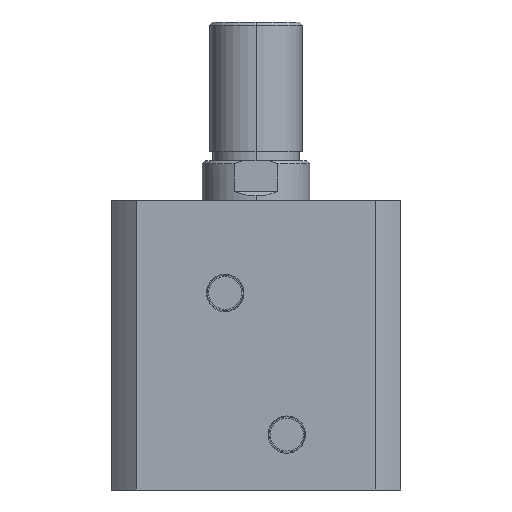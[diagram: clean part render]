
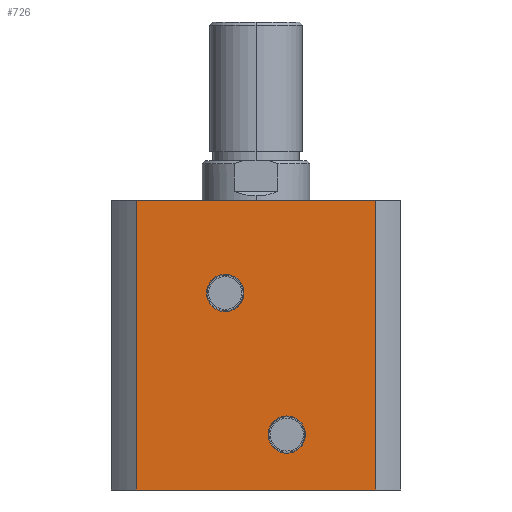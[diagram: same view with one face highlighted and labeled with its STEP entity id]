
A CAD part, left-side view. The second image highlights one B-rep face of the part: STEP entity #726.
In plain terms, the highlighted planar face has unit normal (-1, 0, 0).
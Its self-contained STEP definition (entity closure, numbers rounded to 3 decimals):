
#84 = ORIENTED_EDGE ( 'NONE', *, *, #2200, .T. ) ;
#308 = ORIENTED_EDGE ( 'NONE', *, *, #2194, .F. ) ;
#460 = VERTEX_POINT ( 'NONE', #3351 ) ;
#478 = VERTEX_POINT ( 'NONE', #3370 ) ;
#483 = VERTEX_POINT ( 'NONE', #3375 ) ;
#486 = VERTEX_POINT ( 'NONE', #3378 ) ;
#543 = VERTEX_POINT ( 'NONE', #3486 ) ;
#568 = VERTEX_POINT ( 'NONE', #3511 ) ;
#573 = VERTEX_POINT ( 'NONE', #3516 ) ;
#726 = ADVANCED_FACE ( 'NONE', ( #1294, #1297, #1291 ), #772, .F. ) ;
#765 = DIRECTION ( 'NONE',  ( 1., 0., 0. ) ) ;
#770 = CARTESIAN_POINT ( 'NONE',  ( -47., 0., 94. ) ) ;
#772 = PLANE ( 'NONE',  #2340 ) ;
#774 = DIRECTION ( 'NONE',  ( 0., 1., 0. ) ) ;
#897 = DIRECTION ( 'NONE',  ( 0., -1., 0. ) ) ;
#901 = CARTESIAN_POINT ( 'NONE',  ( -47., 0., 94. ) ) ;
#905 = CARTESIAN_POINT ( 'NONE',  ( -47., -38.884, 94. ) ) ;
#906 = DIRECTION ( 'NONE',  ( 0., 0., -1. ) ) ;
#907 = CARTESIAN_POINT ( 'NONE',  ( -47., 0., 0. ) ) ;
#908 = CARTESIAN_POINT ( 'NONE',  ( -47., 38.884, 94. ) ) ;
#909 = DIRECTION ( 'NONE',  ( 0., -1., 0. ) ) ;
#910 = CARTESIAN_POINT ( 'NONE',  ( -47., -10., 18. ) ) ;
#911 = DIRECTION ( 'NONE',  ( -1., 0., 0. ) ) ;
#912 = DIRECTION ( 'NONE',  ( 0., 0., 1. ) ) ;
#913 = DIRECTION ( 'NONE',  ( 0., 0., -1. ) ) ;
#914 = CARTESIAN_POINT ( 'NONE',  ( -47., 10., 64. ) ) ;
#915 = DIRECTION ( 'NONE',  ( -1., 0., 0. ) ) ;
#916 = DIRECTION ( 'NONE',  ( 0., 0., 1. ) ) ;
#1161 = CARTESIAN_POINT ( 'NONE',  ( -47., -38.884, 94. ) ) ;
#1291 = FACE_OUTER_BOUND ( 'NONE', #2565, .T. ) ;
#1294 = FACE_BOUND ( 'NONE', #2558, .T. ) ;
#1297 = FACE_BOUND ( 'NONE', #2564, .T. ) ;
#1378 = LINE ( 'NONE', #901, #1385 ) ;
#1383 = CIRCLE ( 'NONE', #2363, 6.06 ) ;
#1384 = LINE ( 'NONE', #905, #1387 ) ;
#1385 = VECTOR ( 'NONE', #897, 1000. ) ;
#1386 = LINE ( 'NONE', #907, #1389 ) ;
#1387 = VECTOR ( 'NONE', #906, 1000. ) ;
#1388 = CIRCLE ( 'NONE', #2364, 6.06 ) ;
#1389 = VECTOR ( 'NONE', #909, 1000. ) ;
#1392 = LINE ( 'NONE', #908, #1394 ) ;
#1394 = VECTOR ( 'NONE', #913, 1000. ) ;
#1684 = CIRCLE ( 'NONE', #2444, 6.06 ) ;
#1696 = CIRCLE ( 'NONE', #2448, 6.06 ) ;
#2016 = CARTESIAN_POINT ( 'NONE',  ( -47., 10., 64. ) ) ;
#2017 = DIRECTION ( 'NONE',  ( -1., 0., 0. ) ) ;
#2018 = DIRECTION ( 'NONE',  ( 0., 0., 1. ) ) ;
#2036 = CARTESIAN_POINT ( 'NONE',  ( -47., -10., 18. ) ) ;
#2037 = DIRECTION ( 'NONE',  ( -1., 0., 0. ) ) ;
#2038 = DIRECTION ( 'NONE',  ( 0., 0., 1. ) ) ;
#2194 = EDGE_CURVE ( 'NONE', #483, #2731, #1378, .T. ) ;
#2195 = EDGE_CURVE ( 'NONE', #2731, #460, #1384, .T. ) ;
#2196 = EDGE_CURVE ( 'NONE', #573, #460, #1386, .T. ) ;
#2197 = EDGE_CURVE ( 'NONE', #486, #543, #1383, .T. ) ;
#2198 = EDGE_CURVE ( 'NONE', #568, #478, #1388, .T. ) ;
#2200 = EDGE_CURVE ( 'NONE', #483, #573, #1392, .T. ) ;
#2340 = AXIS2_PLACEMENT_3D ( 'NONE', #770, #765, #774 ) ;
#2363 = AXIS2_PLACEMENT_3D ( 'NONE', #910, #911, #912 ) ;
#2364 = AXIS2_PLACEMENT_3D ( 'NONE', #914, #915, #916 ) ;
#2444 = AXIS2_PLACEMENT_3D ( 'NONE', #2016, #2017, #2018 ) ;
#2448 = AXIS2_PLACEMENT_3D ( 'NONE', #2036, #2037, #2038 ) ;
#2558 = EDGE_LOOP ( 'NONE', ( #2901, #2772 ) ) ;
#2564 = EDGE_LOOP ( 'NONE', ( #2827, #2826 ) ) ;
#2565 = EDGE_LOOP ( 'NONE', ( #2822, #2819, #308, #84 ) ) ;
#2731 = VERTEX_POINT ( 'NONE', #1161 ) ;
#2772 = ORIENTED_EDGE ( 'NONE', *, *, #3205, .F. ) ;
#2819 = ORIENTED_EDGE ( 'NONE', *, *, #2195, .F. ) ;
#2822 = ORIENTED_EDGE ( 'NONE', *, *, #2196, .T. ) ;
#2826 = ORIENTED_EDGE ( 'NONE', *, *, #3213, .F. ) ;
#2827 = ORIENTED_EDGE ( 'NONE', *, *, #2197, .F. ) ;
#2901 = ORIENTED_EDGE ( 'NONE', *, *, #2198, .F. ) ;
#3205 = EDGE_CURVE ( 'NONE', #478, #568, #1684, .T. ) ;
#3213 = EDGE_CURVE ( 'NONE', #543, #486, #1696, .T. ) ;
#3351 = CARTESIAN_POINT ( 'NONE',  ( -47., -38.884, 0. ) ) ;
#3370 = CARTESIAN_POINT ( 'NONE',  ( -47., 10., 57.94 ) ) ;
#3375 = CARTESIAN_POINT ( 'NONE',  ( -47., 38.884, 94. ) ) ;
#3378 = CARTESIAN_POINT ( 'NONE',  ( -47., -10., 24.06 ) ) ;
#3486 = CARTESIAN_POINT ( 'NONE',  ( -47., -10., 11.94 ) ) ;
#3511 = CARTESIAN_POINT ( 'NONE',  ( -47., 10., 70.06 ) ) ;
#3516 = CARTESIAN_POINT ( 'NONE',  ( -47., 38.884, 0. ) ) ;
